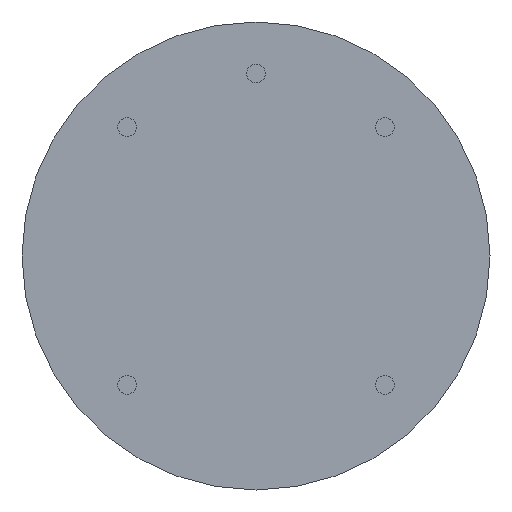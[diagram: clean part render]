
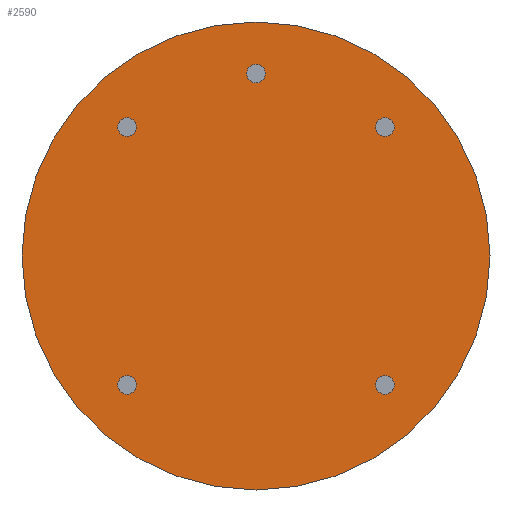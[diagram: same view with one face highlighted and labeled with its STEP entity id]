
A CAD part, front view. The second image highlights one B-rep face of the part: STEP entity #2590.
In plain terms, the highlighted planar face has unit normal (0, -1, 0).
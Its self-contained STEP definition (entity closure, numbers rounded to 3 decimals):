
#115 = CARTESIAN_POINT ( 'NONE',  ( 20.86, 0., 22.36 ) ) ;
#188 = ORIENTED_EDGE ( 'NONE', *, *, #2449, .F. ) ;
#203 = EDGE_CURVE ( 'NONE', #4260, #3790, #410, .T. ) ;
#205 = ORIENTED_EDGE ( 'NONE', *, *, #4033, .F. ) ;
#267 = CARTESIAN_POINT ( 'NONE',  ( 20.86, 0., -20.86 ) ) ;
#407 = FACE_OUTER_BOUND ( 'NONE', #2023, .T. ) ;
#410 = CIRCLE ( 'NONE', #4304, 1.5 ) ;
#435 = AXIS2_PLACEMENT_3D ( 'NONE', #3946, #5015, #2861 ) ;
#469 = DIRECTION ( 'NONE',  ( 0., -1., 0. ) ) ;
#486 = EDGE_CURVE ( 'NONE', #6492, #4755, #3836, .T. ) ;
#548 = VERTEX_POINT ( 'NONE', #1593 ) ;
#650 = DIRECTION ( 'NONE',  ( 0., 0., -1. ) ) ;
#812 = CARTESIAN_POINT ( 'NONE',  ( 0., 0., 0. ) ) ;
#971 = DIRECTION ( 'NONE',  ( 0., -1., 0. ) ) ;
#1128 = CARTESIAN_POINT ( 'NONE',  ( -20.86, 0., -22.36 ) ) ;
#1181 = AXIS2_PLACEMENT_3D ( 'NONE', #6005, #3284, #650 ) ;
#1237 = VERTEX_POINT ( 'NONE', #5674 ) ;
#1265 = EDGE_CURVE ( 'NONE', #6065, #2384, #4471, .T. ) ;
#1331 = EDGE_CURVE ( 'NONE', #5471, #548, #1675, .T. ) ;
#1381 = ORIENTED_EDGE ( 'NONE', *, *, #486, .F. ) ;
#1443 = CARTESIAN_POINT ( 'NONE',  ( 20.86, 0., -19.36 ) ) ;
#1480 = DIRECTION ( 'NONE',  ( 0., 0., 1. ) ) ;
#1499 = DIRECTION ( 'NONE',  ( 0., 0., -1. ) ) ;
#1518 = FACE_BOUND ( 'NONE', #5571, .T. ) ;
#1593 = CARTESIAN_POINT ( 'NONE',  ( -20.86, 0., -19.36 ) ) ;
#1675 = CIRCLE ( 'NONE', #3899, 1.5 ) ;
#1682 = ORIENTED_EDGE ( 'NONE', *, *, #3014, .F. ) ;
#1797 = CARTESIAN_POINT ( 'NONE',  ( 0., 0., 37.85 ) ) ;
#1824 = AXIS2_PLACEMENT_3D ( 'NONE', #3420, #469, #2514 ) ;
#1902 = DIRECTION ( 'NONE',  ( 0., -1., 0. ) ) ;
#1995 = DIRECTION ( 'NONE',  ( 0., 1., 0. ) ) ;
#2012 = CARTESIAN_POINT ( 'NONE',  ( 20.86, 0., 20.86 ) ) ;
#2023 = EDGE_LOOP ( 'NONE', ( #6755, #3736 ) ) ;
#2052 = AXIS2_PLACEMENT_3D ( 'NONE', #3870, #4871, #3831 ) ;
#2242 = ORIENTED_EDGE ( 'NONE', *, *, #3421, .F. ) ;
#2264 = CARTESIAN_POINT ( 'NONE',  ( -20.86, 0., -20.86 ) ) ;
#2384 = VERTEX_POINT ( 'NONE', #1797 ) ;
#2392 = ORIENTED_EDGE ( 'NONE', *, *, #203, .F. ) ;
#2420 = CARTESIAN_POINT ( 'NONE',  ( -20.86, 0., 20.86 ) ) ;
#2449 = EDGE_CURVE ( 'NONE', #4755, #6492, #4173, .T. ) ;
#2476 = CARTESIAN_POINT ( 'NONE',  ( 0., 0., 0. ) ) ;
#2514 = DIRECTION ( 'NONE',  ( 0., 0., -1. ) ) ;
#2590 = ADVANCED_FACE ( 'NONE', ( #4733, #4266, #1518, #6831, #6414, #407 ), #5893, .F. ) ;
#2641 = CIRCLE ( 'NONE', #6340, 1.5 ) ;
#2790 = CARTESIAN_POINT ( 'NONE',  ( 0., 0., 28. ) ) ;
#2861 = DIRECTION ( 'NONE',  ( 0., 0., -1. ) ) ;
#2895 = CARTESIAN_POINT ( 'NONE',  ( -20.86, 0., 22.36 ) ) ;
#2982 = EDGE_LOOP ( 'NONE', ( #3214, #2242 ) ) ;
#3008 = CARTESIAN_POINT ( 'NONE',  ( 20.86, 0., -22.36 ) ) ;
#3014 = EDGE_CURVE ( 'NONE', #1237, #6630, #2641, .T. ) ;
#3064 = CARTESIAN_POINT ( 'NONE',  ( 0., 0., 29.5 ) ) ;
#3214 = ORIENTED_EDGE ( 'NONE', *, *, #4971, .F. ) ;
#3217 = CARTESIAN_POINT ( 'NONE',  ( 0., 0., -37.85 ) ) ;
#3284 = DIRECTION ( 'NONE',  ( 0., -1., 0. ) ) ;
#3299 = EDGE_LOOP ( 'NONE', ( #1682, #5079 ) ) ;
#3420 = CARTESIAN_POINT ( 'NONE',  ( 20.86, 0., 20.86 ) ) ;
#3421 = EDGE_CURVE ( 'NONE', #4377, #4082, #6901, .T. ) ;
#3511 = DIRECTION ( 'NONE',  ( 0., 0., 1. ) ) ;
#3597 = CIRCLE ( 'NONE', #5735, 1.5 ) ;
#3607 = EDGE_CURVE ( 'NONE', #2384, #6065, #5678, .T. ) ;
#3686 = DIRECTION ( 'NONE',  ( 0., 0., -1. ) ) ;
#3736 = ORIENTED_EDGE ( 'NONE', *, *, #3607, .F. ) ;
#3790 = VERTEX_POINT ( 'NONE', #3008 ) ;
#3806 = CARTESIAN_POINT ( 'NONE',  ( 20.86, 0., 19.36 ) ) ;
#3816 = CIRCLE ( 'NONE', #1824, 1.5 ) ;
#3831 = DIRECTION ( 'NONE',  ( 0., 0., -1. ) ) ;
#3836 = CIRCLE ( 'NONE', #6322, 1.5 ) ;
#3870 = CARTESIAN_POINT ( 'NONE',  ( -20.86, 0., 20.86 ) ) ;
#3899 = AXIS2_PLACEMENT_3D ( 'NONE', #5352, #4830, #3686 ) ;
#3946 = CARTESIAN_POINT ( 'NONE',  ( 20.86, 0., -20.86 ) ) ;
#3995 = DIRECTION ( 'NONE',  ( 0., 0., -1. ) ) ;
#4033 = EDGE_CURVE ( 'NONE', #3790, #4260, #4329, .T. ) ;
#4082 = VERTEX_POINT ( 'NONE', #3806 ) ;
#4173 = CIRCLE ( 'NONE', #1181, 1.5 ) ;
#4260 = VERTEX_POINT ( 'NONE', #1443 ) ;
#4266 = FACE_BOUND ( 'NONE', #6708, .T. ) ;
#4304 = AXIS2_PLACEMENT_3D ( 'NONE', #267, #1902, #6757 ) ;
#4329 = CIRCLE ( 'NONE', #435, 1.5 ) ;
#4377 = VERTEX_POINT ( 'NONE', #115 ) ;
#4402 = DIRECTION ( 'NONE',  ( 0., -1., 0. ) ) ;
#4471 = CIRCLE ( 'NONE', #6047, 37.85 ) ;
#4652 = EDGE_LOOP ( 'NONE', ( #1381, #188 ) ) ;
#4667 = CARTESIAN_POINT ( 'NONE',  ( 0., 0., 0. ) ) ;
#4733 = FACE_BOUND ( 'NONE', #4652, .T. ) ;
#4755 = VERTEX_POINT ( 'NONE', #5373 ) ;
#4830 = DIRECTION ( 'NONE',  ( 0., -1., 0. ) ) ;
#4871 = DIRECTION ( 'NONE',  ( 0., -1., 0. ) ) ;
#4971 = EDGE_CURVE ( 'NONE', #4082, #4377, #3816, .T. ) ;
#5015 = DIRECTION ( 'NONE',  ( 0., -1., 0. ) ) ;
#5079 = ORIENTED_EDGE ( 'NONE', *, *, #6466, .F. ) ;
#5081 = DIRECTION ( 'NONE',  ( 0., 0., 1. ) ) ;
#5122 = AXIS2_PLACEMENT_3D ( 'NONE', #2012, #971, #5240 ) ;
#5211 = DIRECTION ( 'NONE',  ( 0., -1., 0. ) ) ;
#5240 = DIRECTION ( 'NONE',  ( 0., 0., -1. ) ) ;
#5352 = CARTESIAN_POINT ( 'NONE',  ( -20.86, 0., -20.86 ) ) ;
#5373 = CARTESIAN_POINT ( 'NONE',  ( 0., 0., 31. ) ) ;
#5418 = DIRECTION ( 'NONE',  ( 0., 0., -1. ) ) ;
#5471 = VERTEX_POINT ( 'NONE', #1128 ) ;
#5486 = EDGE_CURVE ( 'NONE', #548, #5471, #3597, .T. ) ;
#5529 = ORIENTED_EDGE ( 'NONE', *, *, #1331, .F. ) ;
#5571 = EDGE_LOOP ( 'NONE', ( #205, #2392 ) ) ;
#5674 = CARTESIAN_POINT ( 'NONE',  ( -20.86, 0., 19.36 ) ) ;
#5678 = CIRCLE ( 'NONE', #5796, 37.85 ) ;
#5735 = AXIS2_PLACEMENT_3D ( 'NONE', #2264, #4402, #5418 ) ;
#5796 = AXIS2_PLACEMENT_3D ( 'NONE', #812, #6098, #3511 ) ;
#5893 = PLANE ( 'NONE',  #6565 ) ;
#6005 = CARTESIAN_POINT ( 'NONE',  ( 0., 0., 29.5 ) ) ;
#6047 = AXIS2_PLACEMENT_3D ( 'NONE', #2476, #1995, #5081 ) ;
#6065 = VERTEX_POINT ( 'NONE', #3217 ) ;
#6073 = DIRECTION ( 'NONE',  ( 0., -1., 0. ) ) ;
#6098 = DIRECTION ( 'NONE',  ( 0., 1., 0. ) ) ;
#6322 = AXIS2_PLACEMENT_3D ( 'NONE', #3064, #5211, #1499 ) ;
#6334 = ORIENTED_EDGE ( 'NONE', *, *, #5486, .F. ) ;
#6340 = AXIS2_PLACEMENT_3D ( 'NONE', #2420, #6073, #3995 ) ;
#6414 = FACE_BOUND ( 'NONE', #3299, .T. ) ;
#6466 = EDGE_CURVE ( 'NONE', #6630, #1237, #6639, .T. ) ;
#6492 = VERTEX_POINT ( 'NONE', #2790 ) ;
#6565 = AXIS2_PLACEMENT_3D ( 'NONE', #4667, #6796, #1480 ) ;
#6630 = VERTEX_POINT ( 'NONE', #2895 ) ;
#6639 = CIRCLE ( 'NONE', #2052, 1.5 ) ;
#6708 = EDGE_LOOP ( 'NONE', ( #5529, #6334 ) ) ;
#6755 = ORIENTED_EDGE ( 'NONE', *, *, #1265, .F. ) ;
#6757 = DIRECTION ( 'NONE',  ( 0., 0., -1. ) ) ;
#6796 = DIRECTION ( 'NONE',  ( 0., 1., 0. ) ) ;
#6831 = FACE_BOUND ( 'NONE', #2982, .T. ) ;
#6901 = CIRCLE ( 'NONE', #5122, 1.5 ) ;
